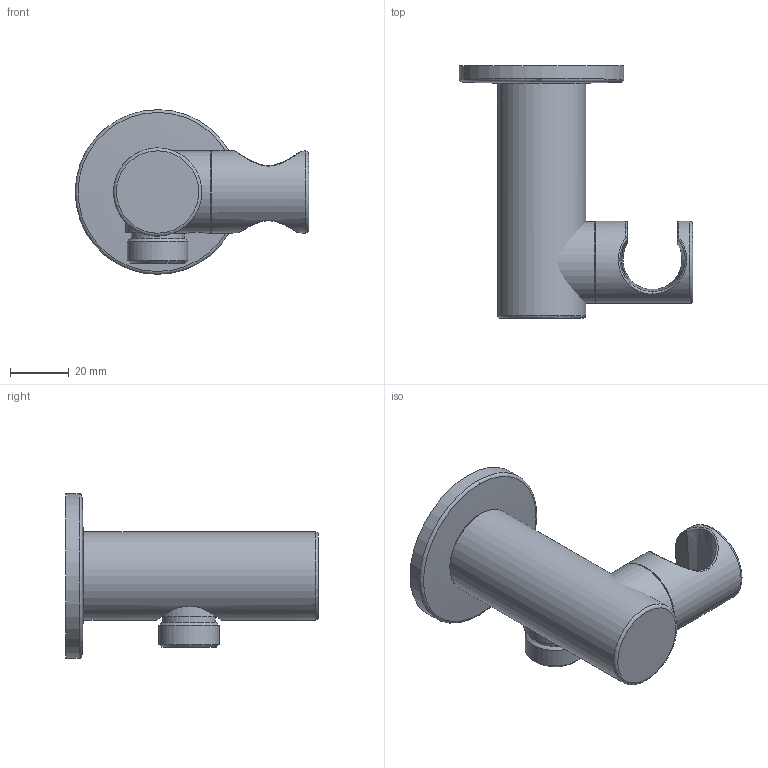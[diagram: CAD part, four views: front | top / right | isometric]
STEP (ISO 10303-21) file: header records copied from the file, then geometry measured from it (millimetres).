
FILE_DESCRIPTION(/* description */ (''),/* implementation_level */ '2;1');
FILE_NAME(/* name */ '3D_TVC000462000_Universal Innenleben entfernen_done.step',/* time_stamp */ '2023-02-22T12:05:46+01:00',/* author */ (''),/* organization */ (''),/* preprocessor_version */ 'ST-DEVELOPER v19.2',/* originating_system */ 'Autodesk Translation Framework v11.17.0.187',/* authorisation */ '');
FILE_SCHEMA (('AUTOMOTIVE_DESIGN { 1 0 10303 214 3 1 1 }'));
Length unit declared in the file: millimetre
Products named in the file (6): (Nicht gespeichert); SQEW000A-P1_ASM; STDB001-XX; STDB003A-P1; STST000L-XX; STMB0001-P1
Assembly tree (5 placements, depth 3):
  (Nicht gespeichert)
    SQEW000A-P1_ASM
      STDB001-XX
    STDB003A-P1
    STST000L-XX
    STMB0001-P1
Bounding box: 79.4 x 85.9 x 56 mm (x, y, z)
Volume: 89457.4 mm3; surface area: 24682.8 mm2
Topology: 6 solids, 6 shells, 67 faces, 145 edges, 96 vertices
Faces by surface type: plane 27, cylinder 13, cone 11, bspline 8, torus 8
Full cylindrical faces by diameter (mm): 5.5 x1, 8 x1, 8.5 x1, 15 x1, 18 x2, 20.6 x1, 21.5 x1, 22 x1, 27.9 x2, 30 x1, 56 x1
Entity records: 5227 total; most frequent: CARTESIAN_POINT 3605, DIRECTION 328, ORIENTED_EDGE 290, EDGE_CURVE 145, AXIS2_PLACEMENT_3D 141, VERTEX_POINT 96, EDGE_LOOP 75, FACE_OUTER_BOUND 67
